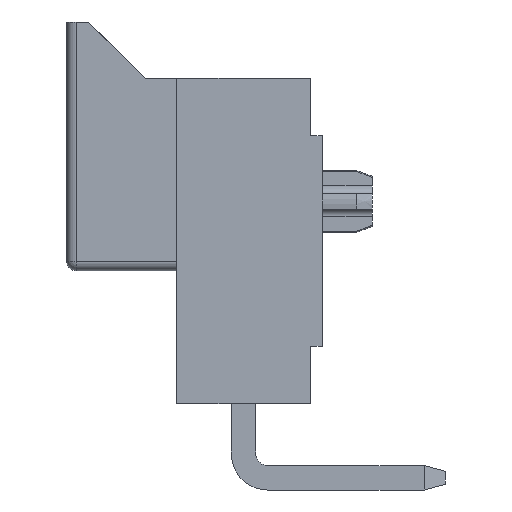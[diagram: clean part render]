
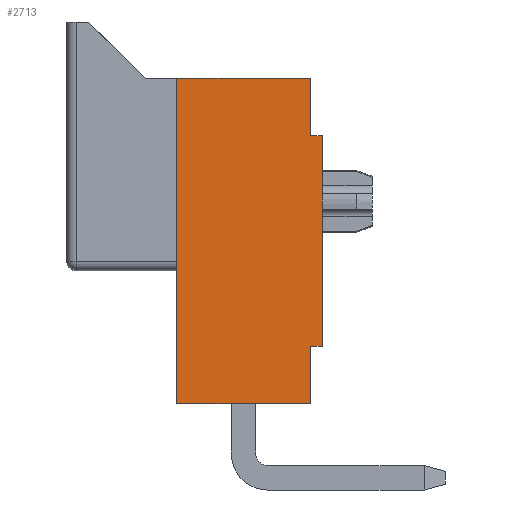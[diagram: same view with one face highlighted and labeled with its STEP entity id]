
A CAD part, left-side view. The second image highlights one B-rep face of the part: STEP entity #2713.
In plain terms, the highlighted planar face has unit normal (-1, 0, 0).
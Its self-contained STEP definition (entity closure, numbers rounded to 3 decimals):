
#201 = PLANE ( 'NONE',  #3163 ) ;
#309 = ORIENTED_EDGE ( 'NONE', *, *, #499, .F. ) ;
#334 = ORIENTED_EDGE ( 'NONE', *, *, #3466, .F. ) ;
#348 = LINE ( 'NONE', #1354, #4060 ) ;
#397 = ORIENTED_EDGE ( 'NONE', *, *, #1066, .F. ) ;
#499 = EDGE_CURVE ( 'NONE', #1624, #1023, #2371, .T. ) ;
#510 = VERTEX_POINT ( 'NONE', #1866 ) ;
#526 = ORIENTED_EDGE ( 'NONE', *, *, #4300, .F. ) ;
#636 = CARTESIAN_POINT ( 'NONE',  ( -2.97, 0.3, 4.23 ) ) ;
#687 = CARTESIAN_POINT ( 'NONE',  ( -2.97, 0., 2.73 ) ) ;
#833 = ORIENTED_EDGE ( 'NONE', *, *, #3011, .T. ) ;
#1023 = VERTEX_POINT ( 'NONE', #3005 ) ;
#1024 = LINE ( 'NONE', #4204, #2015 ) ;
#1066 = EDGE_CURVE ( 'NONE', #1673, #2032, #348, .T. ) ;
#1070 = DIRECTION ( 'NONE',  ( 0., -1., 0. ) ) ;
#1174 = CARTESIAN_POINT ( 'NONE',  ( -2.97, 3.78, -4.23 ) ) ;
#1194 = CARTESIAN_POINT ( 'NONE',  ( -2.97, 3.78, -4.23 ) ) ;
#1199 = DIRECTION ( 'NONE',  ( 0., 0., 1. ) ) ;
#1301 = VERTEX_POINT ( 'NONE', #2925 ) ;
#1354 = CARTESIAN_POINT ( 'NONE',  ( -2.97, 0.3, 2.73 ) ) ;
#1563 = CARTESIAN_POINT ( 'NONE',  ( -2.97, 0.3, -4.23 ) ) ;
#1593 = EDGE_LOOP ( 'NONE', ( #3070, #309, #334, #3646, #1772, #526, #397, #833 ) ) ;
#1624 = VERTEX_POINT ( 'NONE', #1194 ) ;
#1673 = VERTEX_POINT ( 'NONE', #2705 ) ;
#1772 = ORIENTED_EDGE ( 'NONE', *, *, #4228, .T. ) ;
#1866 = CARTESIAN_POINT ( 'NONE',  ( -2.97, 0.3, -2.73 ) ) ;
#2010 = VECTOR ( 'NONE', #3458, 1000. ) ;
#2015 = VECTOR ( 'NONE', #1070, 1000. ) ;
#2032 = VERTEX_POINT ( 'NONE', #687 ) ;
#2083 = VECTOR ( 'NONE', #3512, 1000. ) ;
#2132 = DIRECTION ( 'NONE',  ( 0., 0., -1. ) ) ;
#2194 = VERTEX_POINT ( 'NONE', #2895 ) ;
#2371 = LINE ( 'NONE', #1174, #2521 ) ;
#2450 = DIRECTION ( 'NONE',  ( 0., 1., 0. ) ) ;
#2474 = LINE ( 'NONE', #4528, #3427 ) ;
#2483 = DIRECTION ( 'NONE',  ( 0., -1., 0. ) ) ;
#2510 = EDGE_CURVE ( 'NONE', #2194, #1023, #3785, .T. ) ;
#2521 = VECTOR ( 'NONE', #1199, 1000. ) ;
#2524 = VERTEX_POINT ( 'NONE', #2759 ) ;
#2705 = CARTESIAN_POINT ( 'NONE',  ( -2.97, 0.3, 2.73 ) ) ;
#2713 = ADVANCED_FACE ( 'NONE', ( #2941 ), #201, .T. ) ;
#2759 = CARTESIAN_POINT ( 'NONE',  ( -2.97, 0.3, -4.23 ) ) ;
#2895 = CARTESIAN_POINT ( 'NONE',  ( -2.97, 0.3, 4.23 ) ) ;
#2910 = DIRECTION ( 'NONE',  ( 0., 0., 1. ) ) ;
#2925 = CARTESIAN_POINT ( 'NONE',  ( -2.97, 0., -2.73 ) ) ;
#2941 = FACE_OUTER_BOUND ( 'NONE', #1593, .T. ) ;
#3005 = CARTESIAN_POINT ( 'NONE',  ( -2.97, 3.78, 4.23 ) ) ;
#3011 = EDGE_CURVE ( 'NONE', #1673, #2194, #4278, .T. ) ;
#3070 = ORIENTED_EDGE ( 'NONE', *, *, #2510, .T. ) ;
#3145 = EDGE_CURVE ( 'NONE', #2524, #510, #3358, .T. ) ;
#3148 = CARTESIAN_POINT ( 'NONE',  ( -2.97, 0.3, 2.73 ) ) ;
#3163 = AXIS2_PLACEMENT_3D ( 'NONE', #1563, #4329, #3649 ) ;
#3358 = LINE ( 'NONE', #3642, #3919 ) ;
#3427 = VECTOR ( 'NONE', #2450, 1000. ) ;
#3458 = DIRECTION ( 'NONE',  ( 0., 1., 0. ) ) ;
#3466 = EDGE_CURVE ( 'NONE', #2524, #1624, #2474, .T. ) ;
#3512 = DIRECTION ( 'NONE',  ( 0., 0., 1. ) ) ;
#3521 = LINE ( 'NONE', #3879, #4079 ) ;
#3642 = CARTESIAN_POINT ( 'NONE',  ( -2.97, 0.3, -4.23 ) ) ;
#3646 = ORIENTED_EDGE ( 'NONE', *, *, #3145, .T. ) ;
#3649 = DIRECTION ( 'NONE',  ( 0., 0., 1. ) ) ;
#3785 = LINE ( 'NONE', #636, #2010 ) ;
#3879 = CARTESIAN_POINT ( 'NONE',  ( -2.97, 0., 2.73 ) ) ;
#3919 = VECTOR ( 'NONE', #2910, 1000. ) ;
#4060 = VECTOR ( 'NONE', #2483, 1000. ) ;
#4079 = VECTOR ( 'NONE', #2132, 1000. ) ;
#4204 = CARTESIAN_POINT ( 'NONE',  ( -2.97, 0.3, -2.73 ) ) ;
#4228 = EDGE_CURVE ( 'NONE', #510, #1301, #1024, .T. ) ;
#4278 = LINE ( 'NONE', #3148, #2083 ) ;
#4300 = EDGE_CURVE ( 'NONE', #2032, #1301, #3521, .T. ) ;
#4329 = DIRECTION ( 'NONE',  ( -1., 0., 0. ) ) ;
#4528 = CARTESIAN_POINT ( 'NONE',  ( -2.97, 0.3, -4.23 ) ) ;
